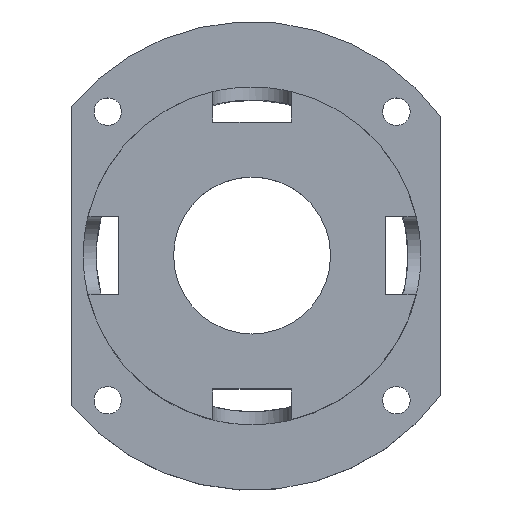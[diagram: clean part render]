
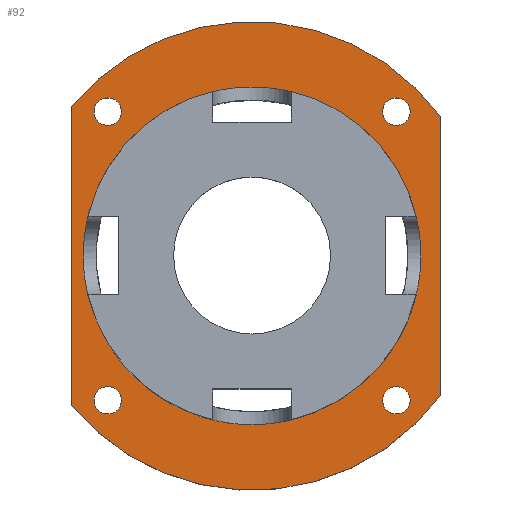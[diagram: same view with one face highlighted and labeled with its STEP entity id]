
A CAD part, top view. The second image highlights one B-rep face of the part: STEP entity #92.
In plain terms, the highlighted planar face has unit normal (0, 0, 1).
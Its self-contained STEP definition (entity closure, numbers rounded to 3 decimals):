
#92=ADVANCED_FACE('',(#201,#202,#203,#204,#205,#206),#207,.T.);
#201=FACE_OUTER_BOUND('',#341,.T.);
#202=FACE_BOUND('',#342,.T.);
#203=FACE_BOUND('',#343,.T.);
#204=FACE_BOUND('',#344,.T.);
#205=FACE_BOUND('',#345,.T.);
#206=FACE_BOUND('',#346,.T.);
#207=PLANE('',#347);
#341=EDGE_LOOP('',(#536,#537,#538,#539));
#342=EDGE_LOOP('',(#540));
#343=EDGE_LOOP('',(#541));
#344=EDGE_LOOP('',(#542));
#345=EDGE_LOOP('',(#543));
#346=EDGE_LOOP('',(#544));
#347=AXIS2_PLACEMENT_3D('',#545,#546,#547);
#536=ORIENTED_EDGE('',*,*,#851,.T.);
#537=ORIENTED_EDGE('',*,*,#852,.T.);
#538=ORIENTED_EDGE('',*,*,#848,.F.);
#539=ORIENTED_EDGE('',*,*,#845,.T.);
#540=ORIENTED_EDGE('',*,*,#806,.F.);
#541=ORIENTED_EDGE('',*,*,#853,.F.);
#542=ORIENTED_EDGE('',*,*,#854,.F.);
#543=ORIENTED_EDGE('',*,*,#855,.F.);
#544=ORIENTED_EDGE('',*,*,#856,.F.);
#545=CARTESIAN_POINT('',(0.5,0.0,10.0));
#546=DIRECTION('',(0.0,0.0,1.0));
#547=DIRECTION('',(1.0,0.0,0.0));
#806=EDGE_CURVE('',#960,#960,#961,.T.);
#845=EDGE_CURVE('',#1028,#1026,#1029,.T.);
#848=EDGE_CURVE('',#1028,#1032,#1033,.T.);
#851=EDGE_CURVE('',#1026,#1036,#1037,.T.);
#852=EDGE_CURVE('',#1036,#1032,#1038,.T.);
#853=EDGE_CURVE('',#1039,#1039,#1040,.T.);
#854=EDGE_CURVE('',#1041,#1041,#1042,.T.);
#855=EDGE_CURVE('',#1043,#1043,#1044,.T.);
#856=EDGE_CURVE('',#1045,#1045,#1046,.T.);
#960=VERTEX_POINT('',#1291);
#961=CIRCLE('',#1292,21.5);
#1026=VERTEX_POINT('',#1482);
#1028=VERTEX_POINT('',#1485);
#1029=CIRCLE('',#1486,29.85);
#1032=VERTEX_POINT('',#1490);
#1033=LINE('',#1491,#1492);
#1036=VERTEX_POINT('',#1496);
#1037=LINE('',#1497,#1498);
#1038=CIRCLE('',#1499,29.85);
#1039=VERTEX_POINT('',#1500);
#1040=CIRCLE('',#1501,1.75);
#1041=VERTEX_POINT('',#1502);
#1042=CIRCLE('',#1503,1.75);
#1043=VERTEX_POINT('',#1504);
#1044=CIRCLE('',#1505,1.75);
#1045=VERTEX_POINT('',#1506);
#1046=CIRCLE('',#1507,1.75);
#1291=CARTESIAN_POINT('',(21.5,0.,10.0));
#1292=AXIS2_PLACEMENT_3D('',#1656,#1657,#1658);
#1482=CARTESIAN_POINT('',(-23.0,19.027,10.0));
#1485=CARTESIAN_POINT('',(24.0,17.749,10.0));
#1486=AXIS2_PLACEMENT_3D('',#1713,#1714,#1715);
#1490=CARTESIAN_POINT('',(24.0,-17.749,10.0));
#1491=CARTESIAN_POINT('',(24.0,0.,10.0));
#1492=VECTOR('',#1717,1.0);
#1496=CARTESIAN_POINT('',(-23.0,-19.027,10.0));
#1497=CARTESIAN_POINT('',(-23.0,0.,10.0));
#1498=VECTOR('',#1719,1.0);
#1499=AXIS2_PLACEMENT_3D('',#1720,#1721,#1722);
#1500=CARTESIAN_POINT('',(-16.635,-18.385,10.0));
#1501=AXIS2_PLACEMENT_3D('',#1723,#1724,#1725);
#1502=CARTESIAN_POINT('',(20.135,-18.385,10.0));
#1503=AXIS2_PLACEMENT_3D('',#1726,#1727,#1728);
#1504=CARTESIAN_POINT('',(20.135,18.385,10.0));
#1505=AXIS2_PLACEMENT_3D('',#1729,#1730,#1731);
#1506=CARTESIAN_POINT('',(-16.635,18.385,10.0));
#1507=AXIS2_PLACEMENT_3D('',#1732,#1733,#1734);
#1656=CARTESIAN_POINT('',(0.0,0.,10.0));
#1657=DIRECTION('',(0.0,0.0,1.0));
#1658=DIRECTION('',(1.0,0.0,0.0));
#1713=CARTESIAN_POINT('',(0.,0.,10.0));
#1714=DIRECTION('',(0.0,0.0,1.0));
#1715=DIRECTION('',(1.0,0.0,0.0));
#1717=DIRECTION('',(0.0,-1.0,0.0));
#1719=DIRECTION('',(0.0,-1.0,0.0));
#1720=CARTESIAN_POINT('',(0.,0.,10.0));
#1721=DIRECTION('',(0.0,0.0,1.0));
#1722=DIRECTION('',(1.0,0.0,0.0));
#1723=CARTESIAN_POINT('',(-18.385,-18.385,10.0));
#1724=DIRECTION('',(0.0,0.0,1.0));
#1725=DIRECTION('',(1.0,0.0,0.0));
#1726=CARTESIAN_POINT('',(18.385,-18.385,10.0));
#1727=DIRECTION('',(0.0,0.0,1.0));
#1728=DIRECTION('',(1.0,0.0,0.0));
#1729=CARTESIAN_POINT('',(18.385,18.385,10.0));
#1730=DIRECTION('',(0.0,0.0,1.0));
#1731=DIRECTION('',(1.0,0.0,0.0));
#1732=CARTESIAN_POINT('',(-18.385,18.385,10.0));
#1733=DIRECTION('',(0.0,0.0,1.0));
#1734=DIRECTION('',(1.0,0.0,0.0));
